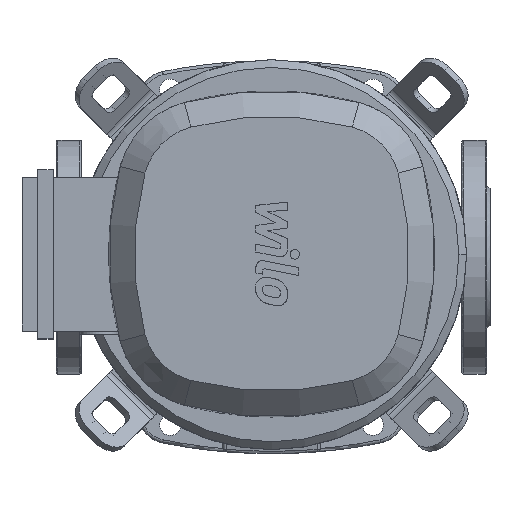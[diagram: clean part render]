
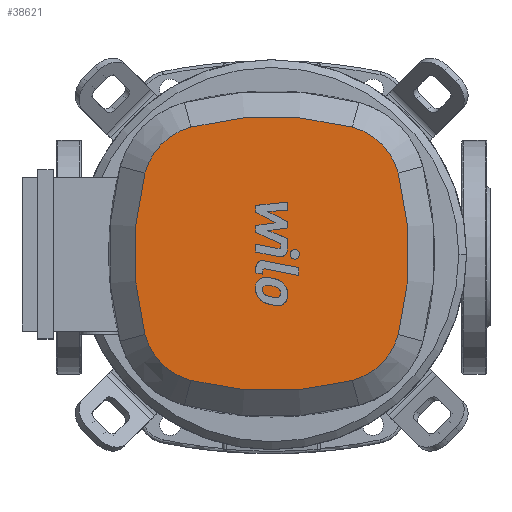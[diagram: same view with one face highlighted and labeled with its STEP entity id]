
A CAD part, top view. The second image highlights one B-rep face of the part: STEP entity #38621.
In plain terms, the highlighted planar face has unit normal (0, 0, 1).
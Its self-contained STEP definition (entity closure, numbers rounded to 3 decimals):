
#38256=CARTESIAN_POINT('',(-81.201,-51.757,1290.0));
#38257=VERTEX_POINT('',#38256);
#38275=CARTESIAN_POINT('',(-51.757,-81.201,1290.0));
#38276=VERTEX_POINT('',#38275);
#38283=CARTESIAN_POINT('',(-41.012,-41.012,1290.0));
#38284=DIRECTION('',(0.0,0.0,-1.0));
#38285=DIRECTION('',(0.0,-1.0,0.0));
#38286=AXIS2_PLACEMENT_3D('',#38283,#38284,#38285);
#38287=CIRCLE('',#38286,41.6);
#38288=EDGE_CURVE('',#38276,#38257,#38287,.T.);
#38298=CARTESIAN_POINT('',(-81.201,51.757,1290.0));
#38299=VERTEX_POINT('',#38298);
#38316=CARTESIAN_POINT('',(112.387,0.,1290.0));
#38317=DIRECTION('',(0.0,0.0,-1.0));
#38318=DIRECTION('',(-0.966,0.258,0.0));
#38319=AXIS2_PLACEMENT_3D('',#38316,#38317,#38318);
#38320=CIRCLE('',#38319,200.387);
#38321=EDGE_CURVE('',#38257,#38299,#38320,.T.);
#38333=CARTESIAN_POINT('',(51.757,-81.201,1290.0));
#38334=VERTEX_POINT('',#38333);
#38341=CARTESIAN_POINT('',(0.,112.387,1290.0));
#38342=DIRECTION('',(0.0,0.0,-1.0));
#38343=DIRECTION('',(-0.258,-0.966,0.0));
#38344=AXIS2_PLACEMENT_3D('',#38341,#38342,#38343);
#38345=CIRCLE('',#38344,200.387);
#38346=EDGE_CURVE('',#38334,#38276,#38345,.T.);
#38364=CARTESIAN_POINT('',(-51.757,81.201,1290.0));
#38365=VERTEX_POINT('',#38364);
#38382=CARTESIAN_POINT('',(-41.012,41.012,1290.0));
#38383=DIRECTION('',(0.0,0.0,-1.0));
#38384=DIRECTION('',(-1.0,0.0,0.0));
#38385=AXIS2_PLACEMENT_3D('',#38382,#38383,#38384);
#38386=CIRCLE('',#38385,41.6);
#38387=EDGE_CURVE('',#38299,#38365,#38386,.T.);
#38399=CARTESIAN_POINT('',(81.201,-51.757,1290.0));
#38400=VERTEX_POINT('',#38399);
#38407=CARTESIAN_POINT('',(41.012,-41.012,1290.0));
#38408=DIRECTION('',(0.0,0.0,-1.0));
#38409=DIRECTION('',(1.0,0.0,0.0));
#38410=AXIS2_PLACEMENT_3D('',#38407,#38408,#38409);
#38411=CIRCLE('',#38410,41.6);
#38412=EDGE_CURVE('',#38400,#38334,#38411,.T.);
#38430=CARTESIAN_POINT('',(51.757,81.201,1290.0));
#38431=VERTEX_POINT('',#38430);
#38448=CARTESIAN_POINT('',(0.,-112.387,1290.0));
#38449=DIRECTION('',(0.0,0.0,-1.0));
#38450=DIRECTION('',(0.258,0.966,0.0));
#38451=AXIS2_PLACEMENT_3D('',#38448,#38449,#38450);
#38452=CIRCLE('',#38451,200.387);
#38453=EDGE_CURVE('',#38365,#38431,#38452,.T.);
#38465=CARTESIAN_POINT('',(81.201,51.757,1290.0));
#38466=VERTEX_POINT('',#38465);
#38473=CARTESIAN_POINT('',(-112.387,0.,1290.0));
#38474=DIRECTION('',(0.0,0.0,-1.0));
#38475=DIRECTION('',(0.966,-0.258,0.0));
#38476=AXIS2_PLACEMENT_3D('',#38473,#38474,#38475);
#38477=CIRCLE('',#38476,200.387);
#38478=EDGE_CURVE('',#38466,#38400,#38477,.T.);
#38497=CARTESIAN_POINT('',(41.012,41.012,1290.0));
#38498=DIRECTION('',(0.0,0.0,-1.0));
#38499=DIRECTION('',(0.0,1.0,0.0));
#38500=AXIS2_PLACEMENT_3D('',#38497,#38498,#38499);
#38501=CIRCLE('',#38500,41.6);
#38502=EDGE_CURVE('',#38431,#38466,#38501,.T.);
#38606=CARTESIAN_POINT('',(90.191,0.,1290.0));
#38607=DIRECTION('',(0.0,0.0,1.0));
#38608=DIRECTION('',(-1.0,0.0,0.0));
#38609=AXIS2_PLACEMENT_3D('',#38606,#38607,#38608);
#38610=PLANE('',#38609);
#38611=ORIENTED_EDGE('',*,*,#38288,.F.);
#38612=ORIENTED_EDGE('',*,*,#38346,.F.);
#38613=ORIENTED_EDGE('',*,*,#38412,.F.);
#38614=ORIENTED_EDGE('',*,*,#38478,.F.);
#38615=ORIENTED_EDGE('',*,*,#38502,.F.);
#38616=ORIENTED_EDGE('',*,*,#38453,.F.);
#38617=ORIENTED_EDGE('',*,*,#38387,.F.);
#38618=ORIENTED_EDGE('',*,*,#38321,.F.);
#38619=EDGE_LOOP('',(#38611,#38612,#38613,#38614,#38615,#38616,#38617,#38618));
#38620=FACE_OUTER_BOUND('',#38619,.T.);
#38621=ADVANCED_FACE('',(#38620),#38610,.T.);
